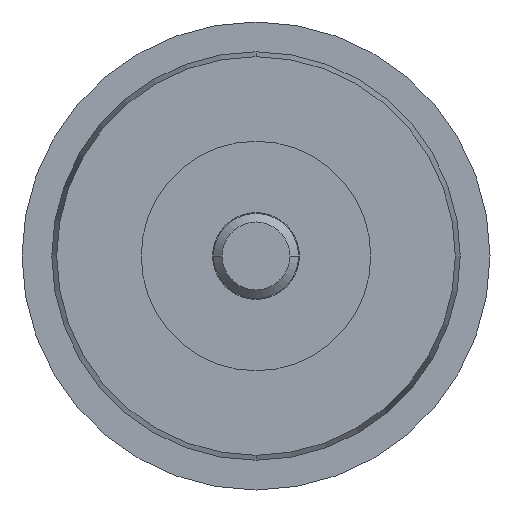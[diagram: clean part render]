
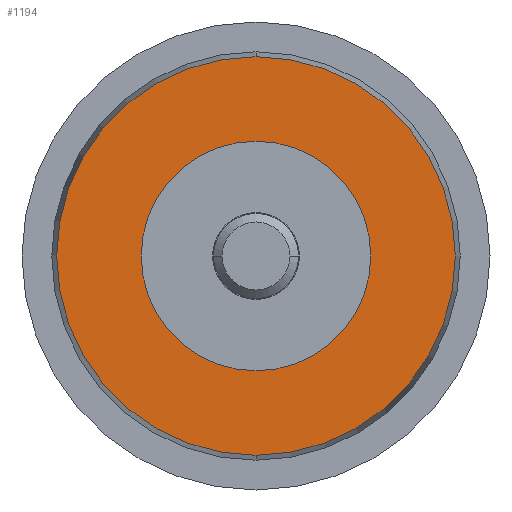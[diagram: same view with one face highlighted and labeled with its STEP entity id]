
A CAD part, front view. The second image highlights one B-rep face of the part: STEP entity #1194.
In plain terms, the highlighted planar face has unit normal (0, -1, 0).
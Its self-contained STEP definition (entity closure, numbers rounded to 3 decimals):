
#48 = CARTESIAN_POINT ( 'NONE',  ( 13.492, -27., 0. ) ) ;
#148 = EDGE_CURVE ( 'NONE', #1717, #1954, #237, .T. ) ;
#183 = CARTESIAN_POINT ( 'NONE',  ( 0., -27., 0. ) ) ;
#237 = CIRCLE ( 'NONE', #1771, 23.419 ) ;
#401 = EDGE_CURVE ( 'NONE', #2847, #811, #1440, .T. ) ;
#428 = CARTESIAN_POINT ( 'NONE',  ( 0., -27., -13.492 ) ) ;
#476 = EDGE_LOOP ( 'NONE', ( #2222, #834 ) ) ;
#517 = AXIS2_PLACEMENT_3D ( 'NONE', #183, #864, #1552 ) ;
#536 = AXIS2_PLACEMENT_3D ( 'NONE', #1282, #1072, #2422 ) ;
#729 = AXIS2_PLACEMENT_3D ( 'NONE', #48, #1637, #972 ) ;
#755 = EDGE_CURVE ( 'NONE', #811, #2847, #2499, .T. ) ;
#811 = VERTEX_POINT ( 'NONE', #428 ) ;
#834 = ORIENTED_EDGE ( 'NONE', *, *, #755, .T. ) ;
#864 = DIRECTION ( 'NONE',  ( 0., 1., 0. ) ) ;
#972 = DIRECTION ( 'NONE',  ( 0., 0., 1. ) ) ;
#1020 = DIRECTION ( 'NONE',  ( 0., 1., 0. ) ) ;
#1041 = AXIS2_PLACEMENT_3D ( 'NONE', #2146, #1020, #1976 ) ;
#1072 = DIRECTION ( 'NONE',  ( 0., 1., 0. ) ) ;
#1105 = CARTESIAN_POINT ( 'NONE',  ( 0., -27., 0. ) ) ;
#1194 = ADVANCED_FACE ( 'NONE', ( #2084, #1860 ), #1818, .F. ) ;
#1282 = CARTESIAN_POINT ( 'NONE',  ( 0., -27., 0. ) ) ;
#1440 = CIRCLE ( 'NONE', #517, 13.492 ) ;
#1527 = CARTESIAN_POINT ( 'NONE',  ( 0., -27., -23.419 ) ) ;
#1552 = DIRECTION ( 'NONE',  ( 0., 0., 1. ) ) ;
#1637 = DIRECTION ( 'NONE',  ( 0., 1., 0. ) ) ;
#1717 = VERTEX_POINT ( 'NONE', #1927 ) ;
#1771 = AXIS2_PLACEMENT_3D ( 'NONE', #1105, #2716, #2006 ) ;
#1818 = PLANE ( 'NONE',  #729 ) ;
#1860 = FACE_BOUND ( 'NONE', #476, .T. ) ;
#1894 = ORIENTED_EDGE ( 'NONE', *, *, #148, .F. ) ;
#1927 = CARTESIAN_POINT ( 'NONE',  ( 0., -27., 23.419 ) ) ;
#1954 = VERTEX_POINT ( 'NONE', #1527 ) ;
#1976 = DIRECTION ( 'NONE',  ( 0., 0., 1. ) ) ;
#2006 = DIRECTION ( 'NONE',  ( 0., 0., 1. ) ) ;
#2084 = FACE_OUTER_BOUND ( 'NONE', #2171, .T. ) ;
#2108 = ORIENTED_EDGE ( 'NONE', *, *, #2229, .F. ) ;
#2146 = CARTESIAN_POINT ( 'NONE',  ( 0., -27., 0. ) ) ;
#2171 = EDGE_LOOP ( 'NONE', ( #1894, #2108 ) ) ;
#2222 = ORIENTED_EDGE ( 'NONE', *, *, #401, .T. ) ;
#2229 = EDGE_CURVE ( 'NONE', #1954, #1717, #2936, .T. ) ;
#2422 = DIRECTION ( 'NONE',  ( 0., 0., 1. ) ) ;
#2499 = CIRCLE ( 'NONE', #536, 13.492 ) ;
#2716 = DIRECTION ( 'NONE',  ( 0., 1., 0. ) ) ;
#2847 = VERTEX_POINT ( 'NONE', #2858 ) ;
#2858 = CARTESIAN_POINT ( 'NONE',  ( 0., -27., 13.492 ) ) ;
#2936 = CIRCLE ( 'NONE', #1041, 23.419 ) ;
